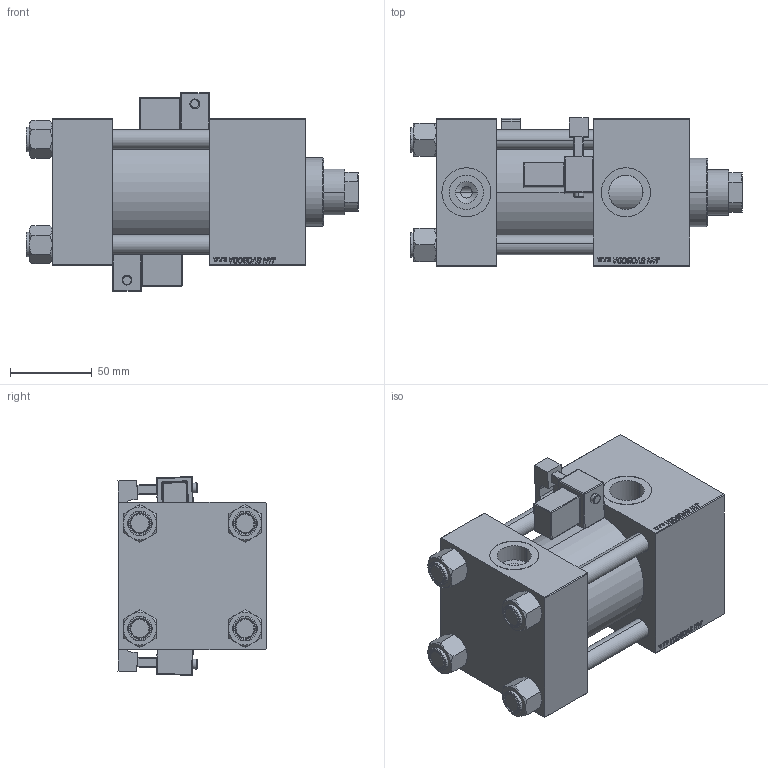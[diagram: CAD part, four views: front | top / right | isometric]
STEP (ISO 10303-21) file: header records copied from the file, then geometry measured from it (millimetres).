
FILE_DESCRIPTION (( 'STEP AP203' ), '1' );
FILE_NAME ('0f01.STEP', '2024-04-03T08:02:06', ( '' ), ( '' ), 'SwSTEP 2.0', 'SolidWorks 2019', '' );
FILE_SCHEMA (( 'CONFIG_CONTROL_DESIGN' ));
Length unit declared in the file: millimetre
Products named in the file (7): V215CR_C_Body d8bdb25b9f51ca9eeb2d9a3b49d63e73; 0f01; V215CR_MSU d8bdb25b9f51ca9eeb2d9a3b49d63e73; V215CR_VCP_C d8bdb25b9f51ca9eeb2d9a3b49d63e73; V215_VC_A d8bdb25b9f51ca9eeb2d9a3b49d63e73; NUT_M5_C d8bdb25b9f51ca9eeb2d9a3b49d63e73; V215CR_C_TYCINKA d8bdb25b9f51ca9eeb2d9a3b49d63e73
Assembly tree (13 placements, depth 2):
  0f01
    V215CR_C_Body d8bdb25b9f51ca9eeb2d9a3b49d63e73
    V215CR_VCP_C d8bdb25b9f51ca9eeb2d9a3b49d63e73
    NUT_M5_C d8bdb25b9f51ca9eeb2d9a3b49d63e73  x4
    V215CR_C_TYCINKA d8bdb25b9f51ca9eeb2d9a3b49d63e73  x4
    V215_VC_A d8bdb25b9f51ca9eeb2d9a3b49d63e73
    V215CR_MSU d8bdb25b9f51ca9eeb2d9a3b49d63e73  x2
Bounding box: 203 x 90.53 x 121.57 mm (x, y, z)
Volume: 988032.2 mm3; surface area: 191397.3 mm2
Topology: 13 solids, 13 shells, 1302 faces, 3235 edges, 2059 vertices
Faces by surface type: plane 584, bspline 392, cylinder 146, cone 136, sphere 24, torus 20
Entity records: 52433 total; most frequent: CARTESIAN_POINT 27465, ORIENTED_EDGE 5580, DIRECTION 3694, EDGE_CURVE 2790, VERTEX_POINT 1819, VECTOR 1690, LINE 1690, EDGE_LOOP 1237
